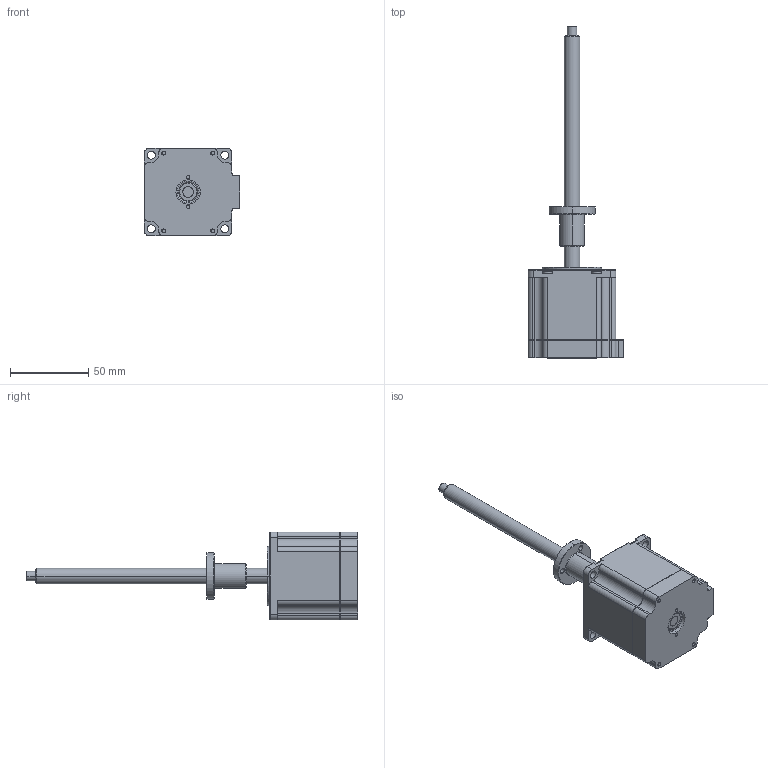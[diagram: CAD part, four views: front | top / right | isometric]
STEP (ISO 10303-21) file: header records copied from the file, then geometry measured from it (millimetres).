
FILE_DESCRIPTION (( 'STEP AP203' ), '1' );
FILE_NAME ('LE238S-T10105-150-AR2-S-220.STEP', '2018-08-13T01:12:50', ( '' ), ( '' ), 'SwSTEP 2.0', 'SolidWorks 2014', '' );
FILE_SCHEMA (( 'CONFIG_CONTROL_DESIGN' ));
Length unit declared in the file: millimetre
Products named in the file (1): LE238S-T10105-150-AR2-S-220
Bounding box: 61.2 x 212.5 x 56.2 mm (x, y, z)
Surface area: 32858.8 mm2 (no closed solid volume)
Topology: 0 solids, 14 shells, 339 faces, 1021 edges, 684 vertices
Faces by surface type: plane 159, cylinder 96, cone 72, sphere 8, torus 4
Entity records: 11903 total; most frequent: CARTESIAN_POINT 2619, DIRECTION 1959, ORIENTED_EDGE 1784, EDGE_CURVE 1021, AXIS2_PLACEMENT_3D 692, VERTEX_POINT 684, LINE 575, VECTOR 575
